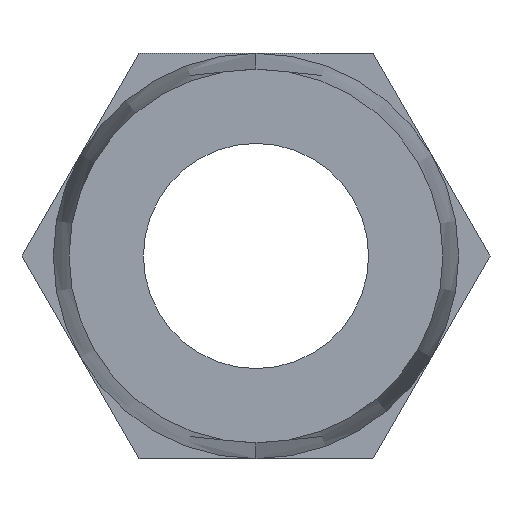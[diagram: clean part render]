
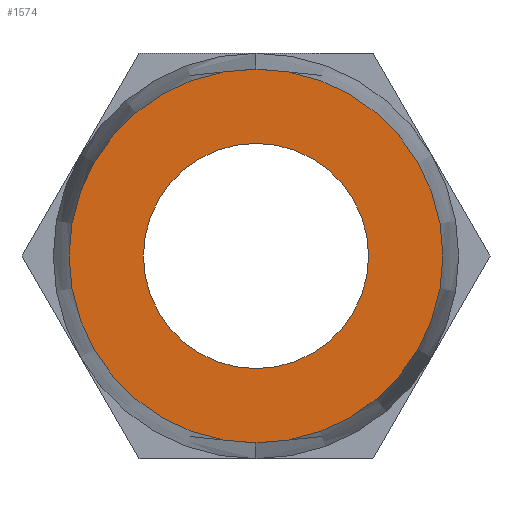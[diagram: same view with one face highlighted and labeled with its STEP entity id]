
A CAD part, left-side view. The second image highlights one B-rep face of the part: STEP entity #1574.
In plain terms, the highlighted planar face has unit normal (-1, 0, 0).
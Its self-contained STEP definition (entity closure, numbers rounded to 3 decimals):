
#78 = EDGE_CURVE ( 'NONE', #4158, #255, #5198, .T. ) ;
#82 = AXIS2_PLACEMENT_3D ( 'NONE', #3495, #3889, #2974 ) ;
#255 = VERTEX_POINT ( 'NONE', #2293 ) ;
#544 = CIRCLE ( 'NONE', #4554, 4.15 ) ;
#587 = VERTEX_POINT ( 'NONE', #1509 ) ;
#639 = ORIENTED_EDGE ( 'NONE', *, *, #1409, .T. ) ;
#873 = FACE_BOUND ( 'NONE', #3533, .T. ) ;
#875 = VERTEX_POINT ( 'NONE', #4605 ) ;
#1022 = DIRECTION ( 'NONE',  ( -1., 0., 0. ) ) ;
#1135 = ORIENTED_EDGE ( 'NONE', *, *, #5390, .T. ) ;
#1241 = DIRECTION ( 'NONE',  ( 1., 0., 0. ) ) ;
#1270 = DIRECTION ( 'NONE',  ( 1., 0., 0. ) ) ;
#1409 = EDGE_CURVE ( 'NONE', #875, #587, #544, .T. ) ;
#1509 = CARTESIAN_POINT ( 'NONE',  ( 0., 0., -4.15 ) ) ;
#1574 = ADVANCED_FACE ( 'NONE', ( #873, #3447 ), #3070, .F. ) ;
#1728 = CARTESIAN_POINT ( 'NONE',  ( 0., 0., 0. ) ) ;
#2129 = CARTESIAN_POINT ( 'NONE',  ( 0., 0., -2.5 ) ) ;
#2157 = DIRECTION ( 'NONE',  ( 0., 0., -1. ) ) ;
#2196 = AXIS2_PLACEMENT_3D ( 'NONE', #1728, #1270, #2157 ) ;
#2282 = EDGE_LOOP ( 'NONE', ( #1135, #639 ) ) ;
#2293 = CARTESIAN_POINT ( 'NONE',  ( 0., 0., 2.5 ) ) ;
#2974 = DIRECTION ( 'NONE',  ( 0., 0., -1. ) ) ;
#3070 = PLANE ( 'NONE',  #3827 ) ;
#3261 = EDGE_CURVE ( 'NONE', #255, #4158, #5026, .T. ) ;
#3435 = ORIENTED_EDGE ( 'NONE', *, *, #78, .T. ) ;
#3447 = FACE_OUTER_BOUND ( 'NONE', #2282, .T. ) ;
#3495 = CARTESIAN_POINT ( 'NONE',  ( 0., 0., 0. ) ) ;
#3533 = EDGE_LOOP ( 'NONE', ( #5114, #3435 ) ) ;
#3565 = DIRECTION ( 'NONE',  ( 0., 0., 1. ) ) ;
#3620 = CARTESIAN_POINT ( 'NONE',  ( 0., 0., 0. ) ) ;
#3827 = AXIS2_PLACEMENT_3D ( 'NONE', #4264, #1241, #5189 ) ;
#3889 = DIRECTION ( 'NONE',  ( 1., 0., 0. ) ) ;
#4112 = CIRCLE ( 'NONE', #5576, 4.15 ) ;
#4158 = VERTEX_POINT ( 'NONE', #2129 ) ;
#4174 = DIRECTION ( 'NONE',  ( -1., 0., 0. ) ) ;
#4264 = CARTESIAN_POINT ( 'NONE',  ( 0., 0., 0. ) ) ;
#4554 = AXIS2_PLACEMENT_3D ( 'NONE', #5394, #1022, #5280 ) ;
#4605 = CARTESIAN_POINT ( 'NONE',  ( 0., 0., 4.15 ) ) ;
#5026 = CIRCLE ( 'NONE', #2196, 2.5 ) ;
#5114 = ORIENTED_EDGE ( 'NONE', *, *, #3261, .T. ) ;
#5189 = DIRECTION ( 'NONE',  ( 0., 0., -1. ) ) ;
#5198 = CIRCLE ( 'NONE', #82, 2.5 ) ;
#5280 = DIRECTION ( 'NONE',  ( 0., 0., 1. ) ) ;
#5390 = EDGE_CURVE ( 'NONE', #587, #875, #4112, .T. ) ;
#5394 = CARTESIAN_POINT ( 'NONE',  ( 0., 0., 0. ) ) ;
#5576 = AXIS2_PLACEMENT_3D ( 'NONE', #3620, #4174, #3565 ) ;
